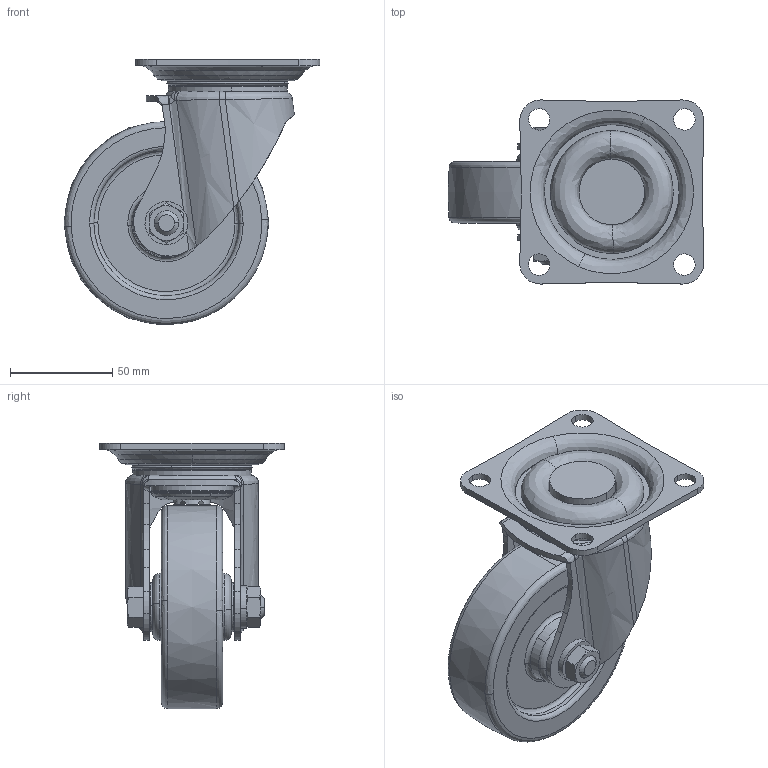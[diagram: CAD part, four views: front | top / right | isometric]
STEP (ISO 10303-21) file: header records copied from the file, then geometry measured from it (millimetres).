
FILE_DESCRIPTION((''),'2;1');
FILE_NAME('','2009-03-19T14:27:07',(''),(''),'','CADfix','');
FILE_SCHEMA(('AUTOMOTIVE_DESIGN { 1 0 10303 214 1 1 1 1 }'));
Length unit declared in the file: millimetre
Bounding box: 125 x 90 x 129.63 mm (x, y, z)
Volume: 303573.4 mm3; surface area: 86423.5 mm2
Topology: 4 solids, 11 shells, 330 faces, 1032 edges, 734 vertices
Faces by surface type: bspline 330
Entity records: 16301 total; most frequent: CARTESIAN_POINT 10914, ORIENTED_EDGE 1988, EDGE_CURVE 1018, VERTEX_POINT 727, EDGE_LOOP 363, FACE_OUTER_BOUND 323, ADVANCED_FACE 323, QUASI_UNIFORM_CURVE 223
